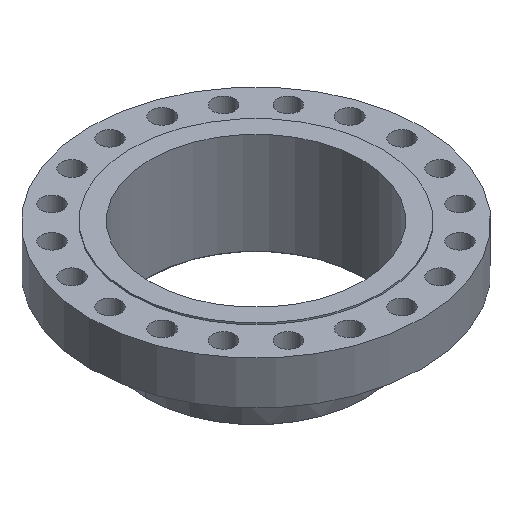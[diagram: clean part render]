
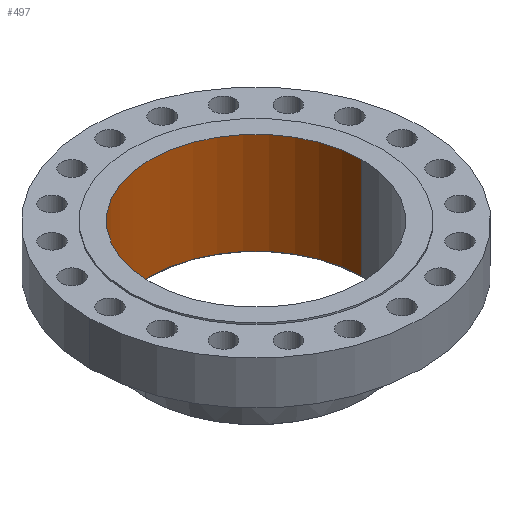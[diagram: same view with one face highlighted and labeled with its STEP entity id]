
A CAD part, isometric view. The second image highlights one B-rep face of the part: STEP entity #497.
In plain terms, the highlighted cylindrical face has radius 419.1 mm (diameter 838.2 mm), a partial arc.
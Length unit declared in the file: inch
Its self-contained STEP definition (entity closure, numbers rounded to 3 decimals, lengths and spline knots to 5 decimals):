
#44 = DIRECTION ( 'NONE',  ( 0., 0., 1. ) ) ;
#72 = DIRECTION ( 'NONE',  ( 0., 0., 1. ) ) ;
#80 = EDGE_CURVE ( 'NONE', #511, #200, #976, .T. ) ;
#108 = ORIENTED_EDGE ( 'NONE', *, *, #1470, .T. ) ;
#125 = VERTEX_POINT ( 'NONE', #551 ) ;
#153 = CARTESIAN_POINT ( 'NONE',  ( -16.5, 0., 0. ) ) ;
#176 = CARTESIAN_POINT ( 'NONE',  ( 0., 0., 0. ) ) ;
#200 = VERTEX_POINT ( 'NONE', #153 ) ;
#241 = EDGE_CURVE ( 'NONE', #125, #200, #1715, .T. ) ;
#301 = ORIENTED_EDGE ( 'NONE', *, *, #80, .T. ) ;
#308 = EDGE_CURVE ( 'NONE', #333, #125, #918, .T. ) ;
#323 = DIRECTION ( 'NONE',  ( 0., 0., 1. ) ) ;
#333 = VERTEX_POINT ( 'NONE', #1098 ) ;
#380 = DIRECTION ( 'NONE',  ( 1., 0., 0. ) ) ;
#497 = ADVANCED_FACE ( 'NONE', ( #500 ), #1570, .F. ) ;
#500 = FACE_OUTER_BOUND ( 'NONE', #1904, .T. ) ;
#511 = VERTEX_POINT ( 'NONE', #659 ) ;
#549 = AXIS2_PLACEMENT_3D ( 'NONE', #1276, #1461, #380 ) ;
#551 = CARTESIAN_POINT ( 'NONE',  ( -16.5, 0., -15.8125 ) ) ;
#647 = DIRECTION ( 'NONE',  ( 1., 0., 0. ) ) ;
#659 = CARTESIAN_POINT ( 'NONE',  ( 16.5, 0., 0. ) ) ;
#669 = AXIS2_PLACEMENT_3D ( 'NONE', #176, #323, #647 ) ;
#918 = CIRCLE ( 'NONE', #549, 16.5 ) ;
#976 = CIRCLE ( 'NONE', #1894, 16.5 ) ;
#979 = LINE ( 'NONE', #1180, #1322 ) ;
#1002 = CARTESIAN_POINT ( 'NONE',  ( 0., 0., 0. ) ) ;
#1098 = CARTESIAN_POINT ( 'NONE',  ( 16.5, 0., -15.8125 ) ) ;
#1142 = DIRECTION ( 'NONE',  ( 0., 0., 1. ) ) ;
#1180 = CARTESIAN_POINT ( 'NONE',  ( 16.5, 0., 0. ) ) ;
#1227 = ORIENTED_EDGE ( 'NONE', *, *, #241, .F. ) ;
#1276 = CARTESIAN_POINT ( 'NONE',  ( 0., 0., -15.8125 ) ) ;
#1322 = VECTOR ( 'NONE', #72, 39.37008 ) ;
#1461 = DIRECTION ( 'NONE',  ( 0., 0., 1. ) ) ;
#1470 = EDGE_CURVE ( 'NONE', #333, #511, #979, .T. ) ;
#1570 = CYLINDRICAL_SURFACE ( 'NONE', #669, 16.5 ) ;
#1648 = DIRECTION ( 'NONE',  ( 1., 0., 0. ) ) ;
#1715 = LINE ( 'NONE', #1723, #1725 ) ;
#1723 = CARTESIAN_POINT ( 'NONE',  ( -16.5, 0., 0. ) ) ;
#1725 = VECTOR ( 'NONE', #44, 39.37008 ) ;
#1894 = AXIS2_PLACEMENT_3D ( 'NONE', #1002, #1142, #1648 ) ;
#1904 = EDGE_LOOP ( 'NONE', ( #1227, #1987, #108, #301 ) ) ;
#1987 = ORIENTED_EDGE ( 'NONE', *, *, #308, .F. ) ;
